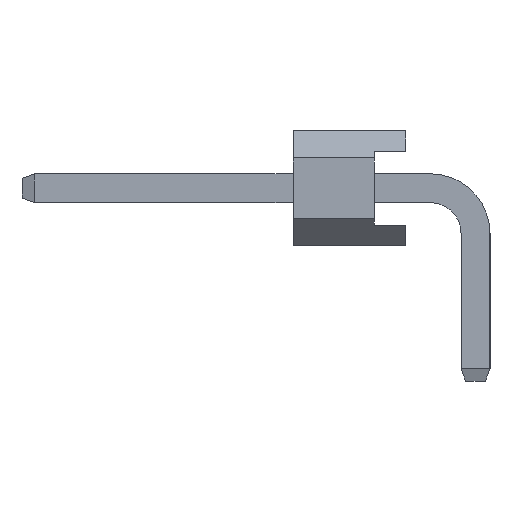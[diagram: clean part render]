
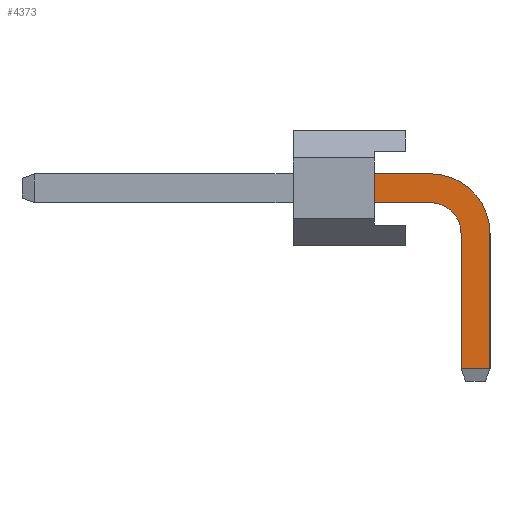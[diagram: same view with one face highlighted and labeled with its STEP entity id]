
A CAD part, left-side view. The second image highlights one B-rep face of the part: STEP entity #4373.
In plain terms, the highlighted planar face has unit normal (-1, 0, 0).
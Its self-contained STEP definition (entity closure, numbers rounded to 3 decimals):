
#4373=ADVANCED_FACE('',(#12209),#12211,.T.);
#12209=FACE_BOUND('',#12210,.T.);
#12210=EDGE_LOOP('',(#18585,#18586,#18587,#18588,#18589,#18590,#18591,#18592));
#12211=PLANE('',#12212);
#12212=AXIS2_PLACEMENT_3D('',#12213,#12214,#12215);
#12213=CARTESIAN_POINT('',(-0.32,0.32,-3.));
#12214=DIRECTION('',(-1.,0.,0.));
#12215=DIRECTION('',(0.,-1.,0.));
#18585=ORIENTED_EDGE('',*,*,#22379,.T.);
#18586=ORIENTED_EDGE('',*,*,#22380,.T.);
#18587=ORIENTED_EDGE('',*,*,#22381,.T.);
#18588=ORIENTED_EDGE('',*,*,#22382,.T.);
#18589=ORIENTED_EDGE('',*,*,#21129,.T.);
#18590=ORIENTED_EDGE('',*,*,#22383,.F.);
#18591=ORIENTED_EDGE('',*,*,#22384,.F.);
#18592=ORIENTED_EDGE('',*,*,#22385,.F.);
#21129=EDGE_CURVE('',#24195,#24196,#24197,.T.);
#22379=EDGE_CURVE('',#26157,#26158,#26159,.T.);
#22380=EDGE_CURVE('',#26158,#26160,#26161,.T.);
#22381=EDGE_CURVE('',#26160,#26162,#26163,.T.);
#22382=EDGE_CURVE('',#26162,#24195,#26164,.T.);
#22383=EDGE_CURVE('',#26165,#24196,#26166,.T.);
#22384=EDGE_CURVE('',#26167,#26165,#26168,.T.);
#22385=EDGE_CURVE('',#26157,#26167,#26169,.T.);
#24195=VERTEX_POINT('',#29425);
#24196=VERTEX_POINT('',#29426);
#24197=LINE('',#29427,#29428);
#26157=VERTEX_POINT('',#34003);
#26158=VERTEX_POINT('',#34004);
#26159=LINE('',#34005,#34006);
#26160=VERTEX_POINT('',#34008);
#26161=LINE('',#34009,#34010);
#26162=VERTEX_POINT('',#34012);
#26163=CIRCLE('',#34013,1.32);
#26164=LINE('',#34017,#34018);
#26165=VERTEX_POINT('',#34020);
#26166=LINE('',#34021,#34022);
#26167=VERTEX_POINT('',#34024);
#26168=CIRCLE('',#34025,0.68);
#26169=LINE('',#34029,#34030);
#29425=CARTESIAN_POINT('',(-0.32,2.24,1.59));
#29426=CARTESIAN_POINT('',(-0.32,2.24,0.95));
#29427=CARTESIAN_POINT('',(-0.32,2.24,1.59));
#29428=VECTOR('',#29429,1.);
#29429=DIRECTION('',(0.,0.,-1.));
#34003=CARTESIAN_POINT('',(-0.32,0.32,-2.725));
#34004=CARTESIAN_POINT('',(-0.32,-0.32,-2.725));
#34005=CARTESIAN_POINT('',(-0.32,0.32,-2.725));
#34006=VECTOR('',#34007,1.);
#34007=DIRECTION('',(0.,-1.,0.));
#34008=CARTESIAN_POINT('',(-0.32,-0.32,0.27));
#34009=CARTESIAN_POINT('',(-0.32,-0.32,-2.725));
#34010=VECTOR('',#34011,1.);
#34011=DIRECTION('',(0.,0.,1.));
#34012=CARTESIAN_POINT('',(-0.32,1.,1.59));
#34013=AXIS2_PLACEMENT_3D('',#34014,#34015,#34016);
#34014=CARTESIAN_POINT('',(-0.32,1.,0.27));
#34015=DIRECTION('',(-1.,-0.,0.));
#34016=DIRECTION('',(0.,-1.,0.));
#34017=CARTESIAN_POINT('',(-0.32,1.,1.59));
#34018=VECTOR('',#34019,1.);
#34019=DIRECTION('',(0.,1.,0.));
#34020=CARTESIAN_POINT('',(-0.32,1.,0.95));
#34021=CARTESIAN_POINT('',(-0.32,1.,0.95));
#34022=VECTOR('',#34023,1.);
#34023=DIRECTION('',(0.,1.,0.));
#34024=CARTESIAN_POINT('',(-0.32,0.32,0.27));
#34025=AXIS2_PLACEMENT_3D('',#34026,#34027,#34028);
#34026=CARTESIAN_POINT('',(-0.32,1.,0.27));
#34027=DIRECTION('',(-1.,-0.,0.));
#34028=DIRECTION('',(0.,-1.,0.));
#34029=CARTESIAN_POINT('',(-0.32,0.32,-2.725));
#34030=VECTOR('',#34031,1.);
#34031=DIRECTION('',(0.,0.,1.));
